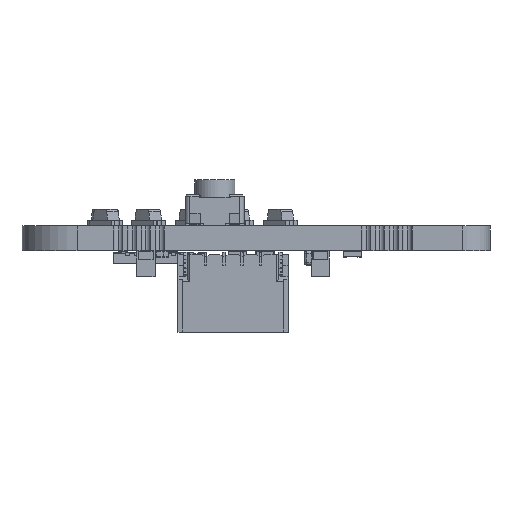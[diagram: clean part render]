
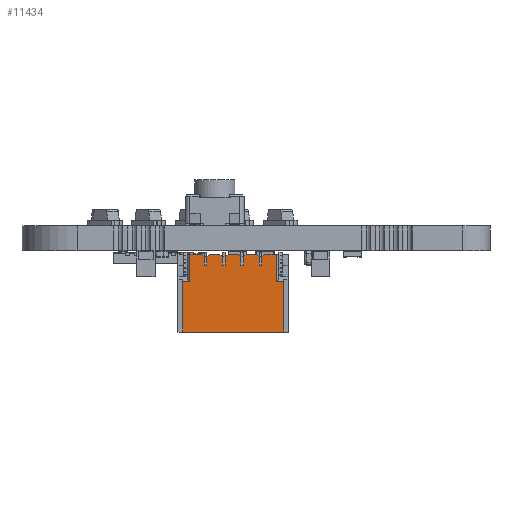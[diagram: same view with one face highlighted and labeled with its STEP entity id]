
A CAD part, left-side view. The second image highlights one B-rep face of the part: STEP entity #11434.
In plain terms, the highlighted face is planar.
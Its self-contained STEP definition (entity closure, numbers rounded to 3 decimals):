
#11434 = ADVANCED_FACE('',(#11435),#11693,.F.);
#11435 = FACE_BOUND('',#11436,.T.);
#11436 = EDGE_LOOP('',(#11437,#11447,#11455,#11463,#11471,#11479,#11487,
    #11495,#11503,#11511,#11519,#11527,#11535,#11543,#11551,#11559,
    #11567,#11575,#11583,#11591,#11599,#11607,#11615,#11623,#11631,
    #11639,#11647,#11655,#11663,#11671,#11679,#11687));
#11437 = ORIENTED_EDGE('',*,*,#11438,.F.);
#11438 = EDGE_CURVE('',#11439,#11441,#11443,.T.);
#11439 = VERTEX_POINT('',#11440);
#11440 = CARTESIAN_POINT('',(2.35,1.589,-1.45));
#11441 = VERTEX_POINT('',#11442);
#11442 = CARTESIAN_POINT('',(2.75,1.589,-1.45));
#11443 = LINE('',#11444,#11445);
#11444 = CARTESIAN_POINT('',(2.5,1.589,-1.45));
#11445 = VECTOR('',#11446,1.);
#11446 = DIRECTION('',(1.,-0.,-0.));
#11447 = ORIENTED_EDGE('',*,*,#11448,.T.);
#11448 = EDGE_CURVE('',#11439,#11449,#11451,.T.);
#11449 = VERTEX_POINT('',#11450);
#11450 = CARTESIAN_POINT('',(2.35,0.1,-1.45));
#11451 = LINE('',#11452,#11453);
#11452 = CARTESIAN_POINT('',(2.35,0.1,-1.45));
#11453 = VECTOR('',#11454,1.);
#11454 = DIRECTION('',(0.,-1.,0.));
#11455 = ORIENTED_EDGE('',*,*,#11456,.T.);
#11456 = EDGE_CURVE('',#11449,#11457,#11459,.T.);
#11457 = VERTEX_POINT('',#11458);
#11458 = CARTESIAN_POINT('',(1.725,0.1,-1.45));
#11459 = LINE('',#11460,#11461);
#11460 = CARTESIAN_POINT('',(3.,0.1,-1.45));
#11461 = VECTOR('',#11462,1.);
#11462 = DIRECTION('',(-1.,-0.,-0.));
#11463 = ORIENTED_EDGE('',*,*,#11464,.F.);
#11464 = EDGE_CURVE('',#11465,#11457,#11467,.T.);
#11465 = VERTEX_POINT('',#11466);
#11466 = CARTESIAN_POINT('',(1.575,0.25,-1.45));
#11467 = LINE('',#11468,#11469);
#11468 = CARTESIAN_POINT('',(2.363,-0.538,-1.45));
#11469 = VECTOR('',#11470,1.);
#11470 = DIRECTION('',(0.707,-0.707,0.));
#11471 = ORIENTED_EDGE('',*,*,#11472,.F.);
#11472 = EDGE_CURVE('',#11473,#11465,#11475,.T.);
#11473 = VERTEX_POINT('',#11474);
#11474 = CARTESIAN_POINT('',(1.575,0.7,-1.45));
#11475 = LINE('',#11476,#11477);
#11476 = CARTESIAN_POINT('',(1.575,0.1,-1.45));
#11477 = VECTOR('',#11478,1.);
#11478 = DIRECTION('',(0.,-1.,0.));
#11479 = ORIENTED_EDGE('',*,*,#11480,.F.);
#11480 = EDGE_CURVE('',#11481,#11473,#11483,.T.);
#11481 = VERTEX_POINT('',#11482);
#11482 = CARTESIAN_POINT('',(1.425,0.7,-1.45));
#11483 = LINE('',#11484,#11485);
#11484 = CARTESIAN_POINT('',(3.,0.7,-1.45));
#11485 = VECTOR('',#11486,1.);
#11486 = DIRECTION('',(1.,0.,-0.));
#11487 = ORIENTED_EDGE('',*,*,#11488,.T.);
#11488 = EDGE_CURVE('',#11481,#11489,#11491,.T.);
#11489 = VERTEX_POINT('',#11490);
#11490 = CARTESIAN_POINT('',(1.425,0.25,-1.45));
#11491 = LINE('',#11492,#11493);
#11492 = CARTESIAN_POINT('',(1.425,0.1,-1.45));
#11493 = VECTOR('',#11494,1.);
#11494 = DIRECTION('',(0.,-1.,0.));
#11495 = ORIENTED_EDGE('',*,*,#11496,.T.);
#11496 = EDGE_CURVE('',#11489,#11497,#11499,.T.);
#11497 = VERTEX_POINT('',#11498);
#11498 = CARTESIAN_POINT('',(1.275,0.1,-1.45));
#11499 = LINE('',#11500,#11501);
#11500 = CARTESIAN_POINT('',(2.138,0.963,-1.45));
#11501 = VECTOR('',#11502,1.);
#11502 = DIRECTION('',(-0.707,-0.707,0.));
#11503 = ORIENTED_EDGE('',*,*,#11504,.T.);
#11504 = EDGE_CURVE('',#11497,#11505,#11507,.T.);
#11505 = VERTEX_POINT('',#11506);
#11506 = CARTESIAN_POINT('',(0.725,0.1,-1.45));
#11507 = LINE('',#11508,#11509);
#11508 = CARTESIAN_POINT('',(3.,0.1,-1.45));
#11509 = VECTOR('',#11510,1.);
#11510 = DIRECTION('',(-1.,-0.,-0.));
#11511 = ORIENTED_EDGE('',*,*,#11512,.F.);
#11512 = EDGE_CURVE('',#11513,#11505,#11515,.T.);
#11513 = VERTEX_POINT('',#11514);
#11514 = CARTESIAN_POINT('',(0.575,0.25,-1.45));
#11515 = LINE('',#11516,#11517);
#11516 = CARTESIAN_POINT('',(1.863,-1.038,-1.45));
#11517 = VECTOR('',#11518,1.);
#11518 = DIRECTION('',(0.707,-0.707,0.));
#11519 = ORIENTED_EDGE('',*,*,#11520,.F.);
#11520 = EDGE_CURVE('',#11521,#11513,#11523,.T.);
#11521 = VERTEX_POINT('',#11522);
#11522 = CARTESIAN_POINT('',(0.575,0.7,-1.45));
#11523 = LINE('',#11524,#11525);
#11524 = CARTESIAN_POINT('',(0.575,0.1,-1.45));
#11525 = VECTOR('',#11526,1.);
#11526 = DIRECTION('',(0.,-1.,0.));
#11527 = ORIENTED_EDGE('',*,*,#11528,.F.);
#11528 = EDGE_CURVE('',#11529,#11521,#11531,.T.);
#11529 = VERTEX_POINT('',#11530);
#11530 = CARTESIAN_POINT('',(0.425,0.7,-1.45));
#11531 = LINE('',#11532,#11533);
#11532 = CARTESIAN_POINT('',(3.,0.7,-1.45));
#11533 = VECTOR('',#11534,1.);
#11534 = DIRECTION('',(1.,0.,-0.));
#11535 = ORIENTED_EDGE('',*,*,#11536,.T.);
#11536 = EDGE_CURVE('',#11529,#11537,#11539,.T.);
#11537 = VERTEX_POINT('',#11538);
#11538 = CARTESIAN_POINT('',(0.425,0.25,-1.45));
#11539 = LINE('',#11540,#11541);
#11540 = CARTESIAN_POINT('',(0.425,0.1,-1.45));
#11541 = VECTOR('',#11542,1.);
#11542 = DIRECTION('',(0.,-1.,0.));
#11543 = ORIENTED_EDGE('',*,*,#11544,.T.);
#11544 = EDGE_CURVE('',#11537,#11545,#11547,.T.);
#11545 = VERTEX_POINT('',#11546);
#11546 = CARTESIAN_POINT('',(0.275,0.1,-1.45));
#11547 = LINE('',#11548,#11549);
#11548 = CARTESIAN_POINT('',(1.638,1.463,-1.45));
#11549 = VECTOR('',#11550,1.);
#11550 = DIRECTION('',(-0.707,-0.707,0.));
#11551 = ORIENTED_EDGE('',*,*,#11552,.T.);
#11552 = EDGE_CURVE('',#11545,#11553,#11555,.T.);
#11553 = VERTEX_POINT('',#11554);
#11554 = CARTESIAN_POINT('',(-0.275,0.1,-1.45));
#11555 = LINE('',#11556,#11557);
#11556 = CARTESIAN_POINT('',(3.,0.1,-1.45));
#11557 = VECTOR('',#11558,1.);
#11558 = DIRECTION('',(-1.,-0.,-0.));
#11559 = ORIENTED_EDGE('',*,*,#11560,.F.);
#11560 = EDGE_CURVE('',#11561,#11553,#11563,.T.);
#11561 = VERTEX_POINT('',#11562);
#11562 = CARTESIAN_POINT('',(-0.425,0.25,-1.45));
#11563 = LINE('',#11564,#11565);
#11564 = CARTESIAN_POINT('',(1.363,-1.538,-1.45));
#11565 = VECTOR('',#11566,1.);
#11566 = DIRECTION('',(0.707,-0.707,0.));
#11567 = ORIENTED_EDGE('',*,*,#11568,.F.);
#11568 = EDGE_CURVE('',#11569,#11561,#11571,.T.);
#11569 = VERTEX_POINT('',#11570);
#11570 = CARTESIAN_POINT('',(-0.425,0.7,-1.45));
#11571 = LINE('',#11572,#11573);
#11572 = CARTESIAN_POINT('',(-0.425,0.1,-1.45));
#11573 = VECTOR('',#11574,1.);
#11574 = DIRECTION('',(0.,-1.,0.));
#11575 = ORIENTED_EDGE('',*,*,#11576,.F.);
#11576 = EDGE_CURVE('',#11577,#11569,#11579,.T.);
#11577 = VERTEX_POINT('',#11578);
#11578 = CARTESIAN_POINT('',(-0.575,0.7,-1.45));
#11579 = LINE('',#11580,#11581);
#11580 = CARTESIAN_POINT('',(3.,0.7,-1.45));
#11581 = VECTOR('',#11582,1.);
#11582 = DIRECTION('',(1.,0.,-0.));
#11583 = ORIENTED_EDGE('',*,*,#11584,.T.);
#11584 = EDGE_CURVE('',#11577,#11585,#11587,.T.);
#11585 = VERTEX_POINT('',#11586);
#11586 = CARTESIAN_POINT('',(-0.575,0.25,-1.45));
#11587 = LINE('',#11588,#11589);
#11588 = CARTESIAN_POINT('',(-0.575,0.1,-1.45));
#11589 = VECTOR('',#11590,1.);
#11590 = DIRECTION('',(0.,-1.,0.));
#11591 = ORIENTED_EDGE('',*,*,#11592,.T.);
#11592 = EDGE_CURVE('',#11585,#11593,#11595,.T.);
#11593 = VERTEX_POINT('',#11594);
#11594 = CARTESIAN_POINT('',(-0.725,0.1,-1.45));
#11595 = LINE('',#11596,#11597);
#11596 = CARTESIAN_POINT('',(1.138,1.963,-1.45));
#11597 = VECTOR('',#11598,1.);
#11598 = DIRECTION('',(-0.707,-0.707,0.));
#11599 = ORIENTED_EDGE('',*,*,#11600,.T.);
#11600 = EDGE_CURVE('',#11593,#11601,#11603,.T.);
#11601 = VERTEX_POINT('',#11602);
#11602 = CARTESIAN_POINT('',(-1.275,0.1,-1.45));
#11603 = LINE('',#11604,#11605);
#11604 = CARTESIAN_POINT('',(3.,0.1,-1.45));
#11605 = VECTOR('',#11606,1.);
#11606 = DIRECTION('',(-1.,-0.,-0.));
#11607 = ORIENTED_EDGE('',*,*,#11608,.F.);
#11608 = EDGE_CURVE('',#11609,#11601,#11611,.T.);
#11609 = VERTEX_POINT('',#11610);
#11610 = CARTESIAN_POINT('',(-1.425,0.25,-1.45));
#11611 = LINE('',#11612,#11613);
#11612 = CARTESIAN_POINT('',(0.863,-2.038,-1.45));
#11613 = VECTOR('',#11614,1.);
#11614 = DIRECTION('',(0.707,-0.707,0.));
#11615 = ORIENTED_EDGE('',*,*,#11616,.F.);
#11616 = EDGE_CURVE('',#11617,#11609,#11619,.T.);
#11617 = VERTEX_POINT('',#11618);
#11618 = CARTESIAN_POINT('',(-1.425,0.7,-1.45));
#11619 = LINE('',#11620,#11621);
#11620 = CARTESIAN_POINT('',(-1.425,0.1,-1.45));
#11621 = VECTOR('',#11622,1.);
#11622 = DIRECTION('',(0.,-1.,0.));
#11623 = ORIENTED_EDGE('',*,*,#11624,.F.);
#11624 = EDGE_CURVE('',#11625,#11617,#11627,.T.);
#11625 = VERTEX_POINT('',#11626);
#11626 = CARTESIAN_POINT('',(-1.575,0.7,-1.45));
#11627 = LINE('',#11628,#11629);
#11628 = CARTESIAN_POINT('',(3.,0.7,-1.45));
#11629 = VECTOR('',#11630,1.);
#11630 = DIRECTION('',(1.,0.,-0.));
#11631 = ORIENTED_EDGE('',*,*,#11632,.T.);
#11632 = EDGE_CURVE('',#11625,#11633,#11635,.T.);
#11633 = VERTEX_POINT('',#11634);
#11634 = CARTESIAN_POINT('',(-1.575,0.25,-1.45));
#11635 = LINE('',#11636,#11637);
#11636 = CARTESIAN_POINT('',(-1.575,0.1,-1.45));
#11637 = VECTOR('',#11638,1.);
#11638 = DIRECTION('',(0.,-1.,0.));
#11639 = ORIENTED_EDGE('',*,*,#11640,.T.);
#11640 = EDGE_CURVE('',#11633,#11641,#11643,.T.);
#11641 = VERTEX_POINT('',#11642);
#11642 = CARTESIAN_POINT('',(-1.725,0.1,-1.45));
#11643 = LINE('',#11644,#11645);
#11644 = CARTESIAN_POINT('',(0.638,2.463,-1.45));
#11645 = VECTOR('',#11646,1.);
#11646 = DIRECTION('',(-0.707,-0.707,0.));
#11647 = ORIENTED_EDGE('',*,*,#11648,.T.);
#11648 = EDGE_CURVE('',#11641,#11649,#11651,.T.);
#11649 = VERTEX_POINT('',#11650);
#11650 = CARTESIAN_POINT('',(-2.35,0.1,-1.45));
#11651 = LINE('',#11652,#11653);
#11652 = CARTESIAN_POINT('',(3.,0.1,-1.45));
#11653 = VECTOR('',#11654,1.);
#11654 = DIRECTION('',(-1.,-0.,-0.));
#11655 = ORIENTED_EDGE('',*,*,#11656,.T.);
#11656 = EDGE_CURVE('',#11649,#11657,#11659,.T.);
#11657 = VERTEX_POINT('',#11658);
#11658 = CARTESIAN_POINT('',(-2.35,1.589,-1.45));
#11659 = LINE('',#11660,#11661);
#11660 = CARTESIAN_POINT('',(-2.35,1.589,-1.45));
#11661 = VECTOR('',#11662,1.);
#11662 = DIRECTION('',(0.,1.,0.));
#11663 = ORIENTED_EDGE('',*,*,#11664,.T.);
#11664 = EDGE_CURVE('',#11657,#11665,#11667,.T.);
#11665 = VERTEX_POINT('',#11666);
#11666 = CARTESIAN_POINT('',(-2.75,1.589,-1.45));
#11667 = LINE('',#11668,#11669);
#11668 = CARTESIAN_POINT('',(-2.5,1.589,-1.45));
#11669 = VECTOR('',#11670,1.);
#11670 = DIRECTION('',(-1.,-0.,-0.));
#11671 = ORIENTED_EDGE('',*,*,#11672,.T.);
#11672 = EDGE_CURVE('',#11665,#11673,#11675,.T.);
#11673 = VERTEX_POINT('',#11674);
#11674 = CARTESIAN_POINT('',(-2.75,4.35,-1.45));
#11675 = LINE('',#11676,#11677);
#11676 = CARTESIAN_POINT('',(-2.75,0.,-1.45));
#11677 = VECTOR('',#11678,1.);
#11678 = DIRECTION('',(0.,1.,0.));
#11679 = ORIENTED_EDGE('',*,*,#11680,.F.);
#11680 = EDGE_CURVE('',#11681,#11673,#11683,.T.);
#11681 = VERTEX_POINT('',#11682);
#11682 = CARTESIAN_POINT('',(2.75,4.35,-1.45));
#11683 = LINE('',#11684,#11685);
#11684 = CARTESIAN_POINT('',(3.,4.35,-1.45));
#11685 = VECTOR('',#11686,1.);
#11686 = DIRECTION('',(-1.,-0.,-0.));
#11687 = ORIENTED_EDGE('',*,*,#11688,.F.);
#11688 = EDGE_CURVE('',#11441,#11681,#11689,.T.);
#11689 = LINE('',#11690,#11691);
#11690 = CARTESIAN_POINT('',(2.75,0.,-1.45));
#11691 = VECTOR('',#11692,1.);
#11692 = DIRECTION('',(0.,1.,0.));
#11693 = PLANE('',#11694);
#11694 = AXIS2_PLACEMENT_3D('',#11695,#11696,#11697);
#11695 = CARTESIAN_POINT('',(3.,0.1,-1.45));
#11696 = DIRECTION('',(0.,0.,1.));
#11697 = DIRECTION('',(1.,0.,-0.));
